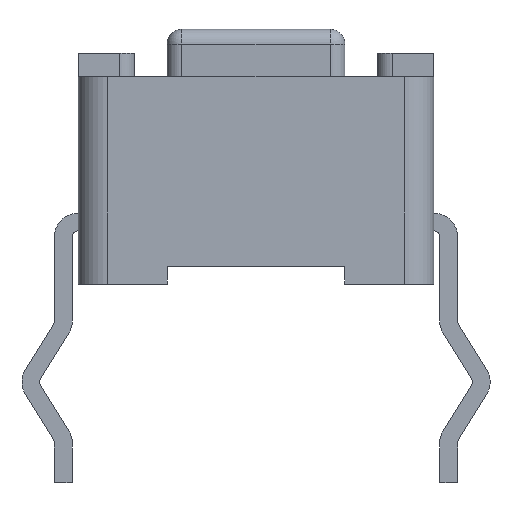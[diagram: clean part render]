
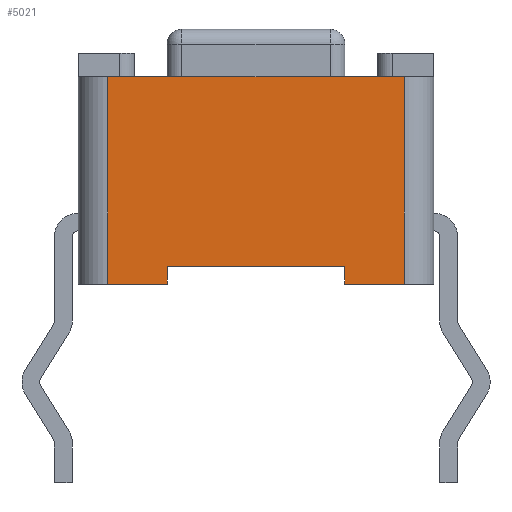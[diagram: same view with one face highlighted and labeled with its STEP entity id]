
A CAD part, front view. The second image highlights one B-rep face of the part: STEP entity #5021.
In plain terms, the highlighted planar face has unit normal (0, -1, 0).
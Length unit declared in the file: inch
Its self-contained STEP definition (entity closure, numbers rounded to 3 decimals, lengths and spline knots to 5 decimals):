
#3496=CARTESIAN_POINT('',(-0.09843,-0.0689,0.12598));
#3497=VERTEX_POINT('',#3496);
#3505=CARTESIAN_POINT('',(0.09843,-0.0689,0.12598));
#3506=VERTEX_POINT('',#3505);
#3507=CARTESIAN_POINT('',(-0.09843,-0.0689,0.12598));
#3508=DIRECTION('',(1.0,0.0,0.0));
#3509=VECTOR('',#3508,0.19685);
#3510=LINE('',#3507,#3509);
#3511=EDGE_CURVE('',#3497,#3506,#3510,.T.);
#4394=CARTESIAN_POINT('',(-0.05906,-0.0689,-0.01181));
#4395=VERTEX_POINT('',#4394);
#4412=CARTESIAN_POINT('',(-0.05906,-0.0689,0.0));
#4413=VERTEX_POINT('',#4412);
#4420=CARTESIAN_POINT('',(-0.05906,-0.0689,0.0));
#4421=DIRECTION('',(0.0,0.0,-1.0));
#4422=VECTOR('',#4421,0.01181);
#4423=LINE('',#4420,#4422);
#4424=EDGE_CURVE('',#4413,#4395,#4423,.T.);
#4465=CARTESIAN_POINT('',(-0.09843,-0.0689,-0.01181));
#4466=VERTEX_POINT('',#4465);
#4467=CARTESIAN_POINT('',(-0.09843,-0.0689,-0.01181));
#4468=DIRECTION('',(1.0,0.0,0.0));
#4469=VECTOR('',#4468,0.03937);
#4470=LINE('',#4467,#4469);
#4471=EDGE_CURVE('',#4466,#4395,#4470,.T.);
#4530=CARTESIAN_POINT('',(0.05906,-0.0689,-0.01181));
#4531=VERTEX_POINT('',#4530);
#4538=CARTESIAN_POINT('',(0.05906,-0.0689,0.0));
#4539=VERTEX_POINT('',#4538);
#4540=CARTESIAN_POINT('',(0.05906,-0.0689,0.0));
#4541=DIRECTION('',(0.0,0.0,-1.0));
#4542=VECTOR('',#4541,0.01181);
#4543=LINE('',#4540,#4542);
#4544=EDGE_CURVE('',#4539,#4531,#4543,.T.);
#4562=CARTESIAN_POINT('',(0.09843,-0.0689,-0.01181));
#4563=VERTEX_POINT('',#4562);
#4571=CARTESIAN_POINT('',(0.05906,-0.0689,-0.01181));
#4572=DIRECTION('',(1.0,0.0,0.0));
#4573=VECTOR('',#4572,0.03937);
#4574=LINE('',#4571,#4573);
#4575=EDGE_CURVE('',#4531,#4563,#4574,.T.);
#4983=CARTESIAN_POINT('',(0.09843,-0.0689,0.12598));
#4984=DIRECTION('',(0.0,0.0,-1.0));
#4985=VECTOR('',#4984,0.1378);
#4986=LINE('',#4983,#4985);
#4987=EDGE_CURVE('',#3506,#4563,#4986,.T.);
#4996=CARTESIAN_POINT('',(-0.10827,-0.0689,0.13287));
#4997=DIRECTION('',(0.0,-1.0,0.0));
#4998=DIRECTION('',(0.0,0.0,-1.0));
#4999=AXIS2_PLACEMENT_3D('',#4996,#4997,#4998);
#5000=PLANE('',#4999);
#5001=CARTESIAN_POINT('',(-0.09843,-0.0689,-0.01181));
#5002=DIRECTION('',(0.0,0.0,1.0));
#5003=VECTOR('',#5002,0.1378);
#5004=LINE('',#5001,#5003);
#5005=EDGE_CURVE('',#4466,#3497,#5004,.T.);
#5006=ORIENTED_EDGE('',*,*,#5005,.F.);
#5007=ORIENTED_EDGE('',*,*,#4471,.T.);
#5008=ORIENTED_EDGE('',*,*,#4424,.F.);
#5009=CARTESIAN_POINT('',(0.05906,-0.0689,0.0));
#5010=DIRECTION('',(-1.0,0.0,0.0));
#5011=VECTOR('',#5010,0.11811);
#5012=LINE('',#5009,#5011);
#5013=EDGE_CURVE('',#4539,#4413,#5012,.T.);
#5014=ORIENTED_EDGE('',*,*,#5013,.F.);
#5015=ORIENTED_EDGE('',*,*,#4544,.T.);
#5016=ORIENTED_EDGE('',*,*,#4575,.T.);
#5017=ORIENTED_EDGE('',*,*,#4987,.F.);
#5018=ORIENTED_EDGE('',*,*,#3511,.F.);
#5019=EDGE_LOOP('',(#5006,#5007,#5008,#5014,#5015,#5016,#5017,#5018));
#5020=FACE_OUTER_BOUND('',#5019,.T.);
#5021=ADVANCED_FACE('',(#5020),#5000,.T.);
